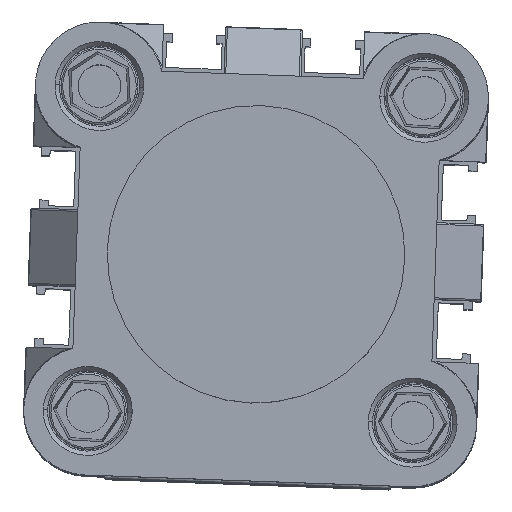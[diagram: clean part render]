
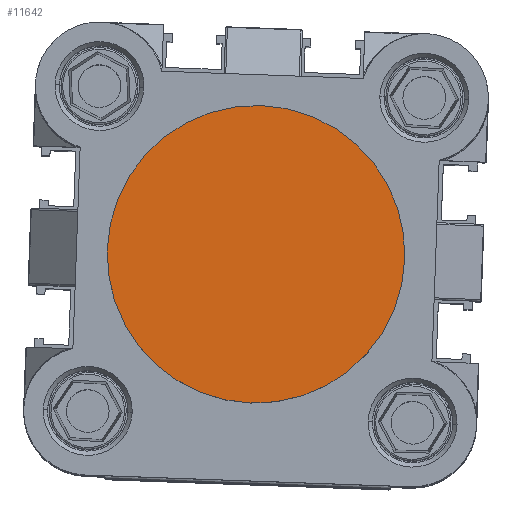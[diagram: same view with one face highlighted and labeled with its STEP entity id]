
A CAD part, top view. The second image highlights one B-rep face of the part: STEP entity #11642.
In plain terms, the highlighted face is planar.
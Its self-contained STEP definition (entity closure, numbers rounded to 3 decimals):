
#2300 = DIRECTION ( 'NONE',  ( 1., 0., 0. ) ) ;
#2309 = DIRECTION ( 'NONE',  ( 0., 0., 1. ) ) ;
#2380 = PLANE ( 'NONE',  #23313 ) ;
#2435 = VERTEX_POINT ( 'NONE', #12971 ) ;
#2819 = CARTESIAN_POINT ( 'NONE',  ( 0., 0., -4.1 ) ) ;
#9063 = ORIENTED_EDGE ( 'NONE', *, *, #17563, .F. ) ;
#9871 = EDGE_CURVE ( 'NONE', #2435, #18239, #24342, .T. ) ;
#10884 = DIRECTION ( 'NONE',  ( 0., 0., 1. ) ) ;
#11073 = DIRECTION ( 'NONE',  ( 1., 0., 0. ) ) ;
#11082 = CARTESIAN_POINT ( 'NONE',  ( 21., 21., -4.1 ) ) ;
#11642 = ADVANCED_FACE ( 'NONE', ( #30609 ), #2380, .F. ) ;
#12971 = CARTESIAN_POINT ( 'NONE',  ( 3.6, 21., -4.1 ) ) ;
#17563 = EDGE_CURVE ( 'NONE', #18239, #2435, #30288, .T. ) ;
#18239 = VERTEX_POINT ( 'NONE', #23839 ) ;
#23313 = AXIS2_PLACEMENT_3D ( 'NONE', #2819, #2309, #2300 ) ;
#23839 = CARTESIAN_POINT ( 'NONE',  ( 38.4, 21., -4.1 ) ) ;
#24342 = CIRCLE ( 'NONE', #26101, 17.4 ) ;
#26101 = AXIS2_PLACEMENT_3D ( 'NONE', #28272, #28206, #28164 ) ;
#26835 = ORIENTED_EDGE ( 'NONE', *, *, #9871, .F. ) ;
#28164 = DIRECTION ( 'NONE',  ( 1., 0., 0. ) ) ;
#28206 = DIRECTION ( 'NONE',  ( 0., 0., 1. ) ) ;
#28272 = CARTESIAN_POINT ( 'NONE',  ( 21., 21., -4.1 ) ) ;
#29594 = EDGE_LOOP ( 'NONE', ( #9063, #26835 ) ) ;
#30288 = CIRCLE ( 'NONE', #33581, 17.4 ) ;
#30609 = FACE_OUTER_BOUND ( 'NONE', #29594, .T. ) ;
#33581 = AXIS2_PLACEMENT_3D ( 'NONE', #11082, #10884, #11073 ) ;
